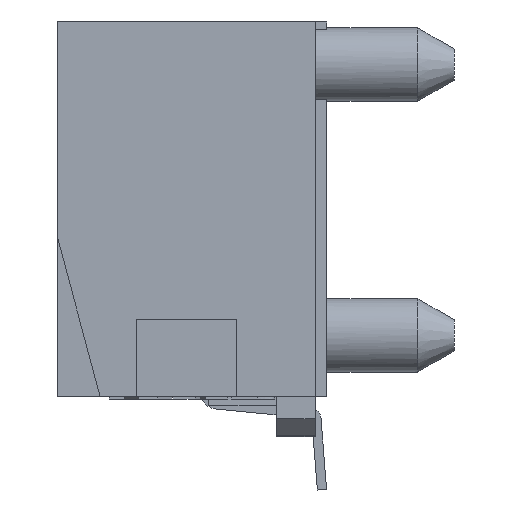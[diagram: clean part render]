
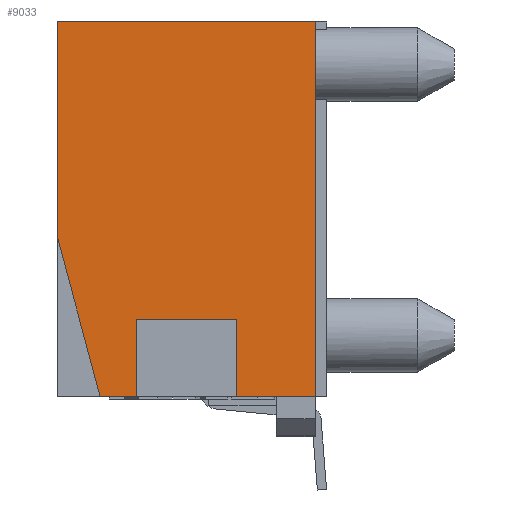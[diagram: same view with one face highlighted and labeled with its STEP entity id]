
A CAD part, left-side view. The second image highlights one B-rep face of the part: STEP entity #9033.
In plain terms, the highlighted planar face has unit normal (-1, 0, 0).
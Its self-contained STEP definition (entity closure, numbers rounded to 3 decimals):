
#92=DIRECTION('',(0.,-1.,0.));
#93=VECTOR('',#92,8.458);
#94=CARTESIAN_POINT('',(-11.633,4.229,0.));
#95=LINE('',#94,#93);
#187=DIRECTION('',(0.,0.,-1.));
#188=VECTOR('',#187,12.294);
#189=CARTESIAN_POINT('',(-11.633,-4.229,0.));
#190=LINE('',#189,#188);
#627=DIRECTION('',(0.,-1.,0.));
#628=VECTOR('',#627,1.181);
#629=CARTESIAN_POINT('',(-11.633,2.832,-12.294));
#630=LINE('',#629,#628);
#643=DIRECTION('',(0.,-1.,0.));
#644=VECTOR('',#643,2.578);
#645=CARTESIAN_POINT('',(-11.633,-1.651,-12.294));
#646=LINE('',#645,#644);
#2593=DIRECTION('',(0.,-0.259,-0.966));
#2594=VECTOR('',#2593,5.398);
#2595=CARTESIAN_POINT('',(-11.633,4.229,-7.08));
#2596=LINE('',#2595,#2594);
#2597=DIRECTION('',(0.,0.,-1.));
#2598=VECTOR('',#2597,7.08);
#2599=CARTESIAN_POINT('',(-11.633,4.229,0.));
#2600=LINE('',#2599,#2598);
#2601=DIRECTION('',(0.,0.,1.));
#2602=VECTOR('',#2601,2.54);
#2603=CARTESIAN_POINT('',(-11.633,-1.651,-12.294));
#2604=LINE('',#2603,#2602);
#2605=DIRECTION('',(0.,-1.,0.));
#2606=VECTOR('',#2605,3.302);
#2607=CARTESIAN_POINT('',(-11.633,1.651,-9.754));
#2608=LINE('',#2607,#2606);
#2609=DIRECTION('',(0.,0.,1.));
#2610=VECTOR('',#2609,2.54);
#2611=CARTESIAN_POINT('',(-11.633,1.651,-12.294));
#2612=LINE('',#2611,#2610);
#4770=CARTESIAN_POINT('',(-11.633,4.229,0.));
#4771=CARTESIAN_POINT('',(-11.633,-4.229,0.));
#4772=VERTEX_POINT('',#4770);
#4773=VERTEX_POINT('',#4771);
#4780=CARTESIAN_POINT('',(-11.633,-4.229,-12.294));
#4781=VERTEX_POINT('',#4780);
#5152=CARTESIAN_POINT('',(-11.633,1.651,-9.754));
#5153=CARTESIAN_POINT('',(-11.633,-1.651,-9.754));
#5154=VERTEX_POINT('',#5152);
#5155=VERTEX_POINT('',#5153);
#5156=CARTESIAN_POINT('',(-11.633,-1.651,-12.294));
#5157=VERTEX_POINT('',#5156);
#5158=CARTESIAN_POINT('',(-11.633,1.651,-12.294));
#5159=VERTEX_POINT('',#5158);
#5888=CARTESIAN_POINT('',(-11.633,2.832,-12.294));
#5889=VERTEX_POINT('',#5888);
#5890=CARTESIAN_POINT('',(-11.633,4.229,-7.08));
#5891=VERTEX_POINT('',#5890);
#9013=CARTESIAN_POINT('',(-11.633,4.229,0.));
#9014=DIRECTION('',(-1.,0.,0.));
#9015=DIRECTION('',(0.,-1.,0.));
#9016=AXIS2_PLACEMENT_3D('',#9013,#9014,#9015);
#9017=PLANE('',#9016);
#9019=ORIENTED_EDGE('',*,*,#9018,.F.);
#9021=ORIENTED_EDGE('',*,*,#9020,.F.);
#9022=ORIENTED_EDGE('',*,*,#6265,.T.);
#9023=ORIENTED_EDGE('',*,*,#6336,.T.);
#9024=ORIENTED_EDGE('',*,*,#6681,.F.);
#9026=ORIENTED_EDGE('',*,*,#9025,.T.);
#9027=ORIENTED_EDGE('',*,*,#8987,.F.);
#9029=ORIENTED_EDGE('',*,*,#9028,.F.);
#9030=ORIENTED_EDGE('',*,*,#6673,.F.);
#9031=EDGE_LOOP('',(#9019,#9021,#9022,#9023,#9024,#9026,#9027,#9029,#9030));
#9032=FACE_OUTER_BOUND('',#9031,.F.);
#9033=ADVANCED_FACE('',(#9032),#9017,.T.);
#6265=EDGE_CURVE('',#4772,#4773,#95,.T.);
#6336=EDGE_CURVE('',#4773,#4781,#190,.T.);
#6673=EDGE_CURVE('',#5889,#5159,#630,.T.);
#6681=EDGE_CURVE('',#5157,#4781,#646,.T.);
#8987=EDGE_CURVE('',#5154,#5155,#2608,.T.);
#9018=EDGE_CURVE('',#5891,#5889,#2596,.T.);
#9020=EDGE_CURVE('',#4772,#5891,#2600,.T.);
#9025=EDGE_CURVE('',#5157,#5155,#2604,.T.);
#9028=EDGE_CURVE('',#5159,#5154,#2612,.T.);
